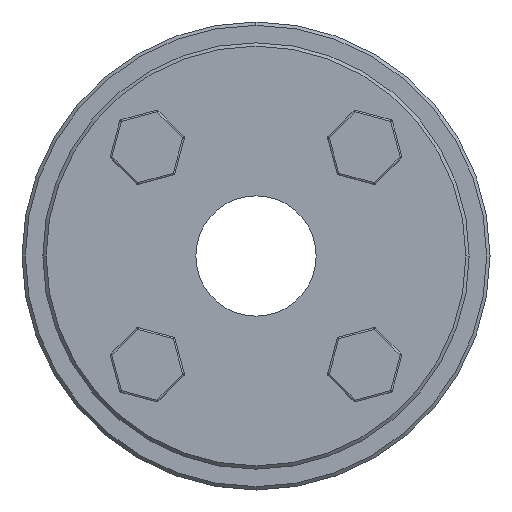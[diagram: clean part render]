
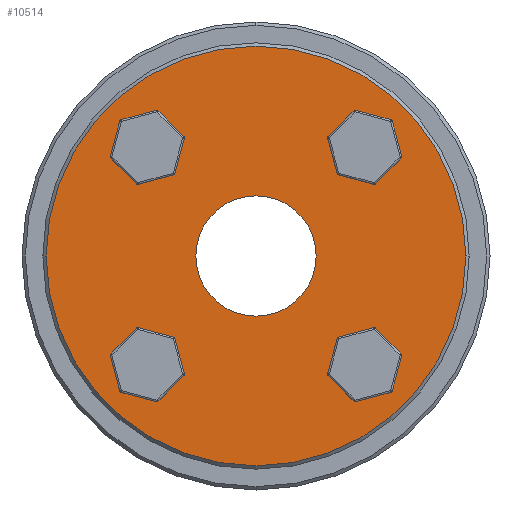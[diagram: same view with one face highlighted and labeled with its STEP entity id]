
A CAD part, left-side view. The second image highlights one B-rep face of the part: STEP entity #10514.
In plain terms, the highlighted planar face has unit normal (-1, 0, 0).
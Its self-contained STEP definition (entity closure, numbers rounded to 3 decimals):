
#108 = EDGE_LOOP ( 'NONE', ( #164, #165 ) ) ;
#121 = EDGE_LOOP ( 'NONE', ( #166, #167 ) ) ;
#164 = ORIENTED_EDGE ( 'NONE', *, *, #9192, .T. ) ;
#165 = ORIENTED_EDGE ( 'NONE', *, *, #9177, .T. ) ;
#166 = ORIENTED_EDGE ( 'NONE', *, *, #9216, .T. ) ;
#167 = ORIENTED_EDGE ( 'NONE', *, *, #9221, .T. ) ;
#657 = VERTEX_POINT ( 'NONE', #858 ) ;
#678 = VERTEX_POINT ( 'NONE', #924 ) ;
#679 = VERTEX_POINT ( 'NONE', #925 ) ;
#858 = CARTESIAN_POINT ( 'NONE',  ( -41., 31.385, 0. ) ) ;
#924 = CARTESIAN_POINT ( 'NONE',  ( -41., 0., 9. ) ) ;
#925 = CARTESIAN_POINT ( 'NONE',  ( -41., 0., -9. ) ) ;
#2203 = CIRCLE ( 'NONE', #2564, 31.385 ) ;
#2224 = CIRCLE ( 'NONE', #2572, 31.385 ) ;
#2259 = CIRCLE ( 'NONE', #2589, 9. ) ;
#2264 = CIRCLE ( 'NONE', #2586, 9. ) ;
#2564 = AXIS2_PLACEMENT_3D ( 'NONE', #3033, #3034, #3035 ) ;
#2572 = AXIS2_PLACEMENT_3D ( 'NONE', #3071, #3072, #3073 ) ;
#2586 = AXIS2_PLACEMENT_3D ( 'NONE', #3136, #3147, #3148 ) ;
#2589 = AXIS2_PLACEMENT_3D ( 'NONE', #3134, #3137, #3138 ) ;
#3033 = CARTESIAN_POINT ( 'NONE',  ( -41., 0., 0. ) ) ;
#3034 = DIRECTION ( 'NONE',  ( -1., 0., 0. ) ) ;
#3035 = DIRECTION ( 'NONE',  ( 0., 0., 1. ) ) ;
#3071 = CARTESIAN_POINT ( 'NONE',  ( -41., 0., 0. ) ) ;
#3072 = DIRECTION ( 'NONE',  ( -1., 0., 0. ) ) ;
#3073 = DIRECTION ( 'NONE',  ( 0., 0., 1. ) ) ;
#3134 = CARTESIAN_POINT ( 'NONE',  ( -41., 0., 0. ) ) ;
#3136 = CARTESIAN_POINT ( 'NONE',  ( -41., 0., 0. ) ) ;
#3137 = DIRECTION ( 'NONE',  ( 1., 0., 0. ) ) ;
#3138 = DIRECTION ( 'NONE',  ( 0., 0., -1. ) ) ;
#3147 = DIRECTION ( 'NONE',  ( 1., 0., 0. ) ) ;
#3148 = DIRECTION ( 'NONE',  ( 0., 0., -1. ) ) ;
#5681 = AXIS2_PLACEMENT_3D ( 'NONE', #6584, #6587, #6588 ) ;
#6094 = FACE_OUTER_BOUND ( 'NONE', #108, .T. ) ;
#6097 = FACE_BOUND ( 'NONE', #121, .T. ) ;
#6584 = CARTESIAN_POINT ( 'NONE',  ( -41., 9., 0. ) ) ;
#6585 = PLANE ( 'NONE',  #5681 ) ;
#6587 = DIRECTION ( 'NONE',  ( -1., 0., 0. ) ) ;
#6588 = DIRECTION ( 'NONE',  ( 0., 0., 1. ) ) ;
#7174 = CARTESIAN_POINT ( 'NONE',  ( -41., -31.385, 0. ) ) ;
#9177 = EDGE_CURVE ( 'NONE', #11550, #657, #2203, .T. ) ;
#9192 = EDGE_CURVE ( 'NONE', #657, #11550, #2224, .T. ) ;
#9216 = EDGE_CURVE ( 'NONE', #679, #678, #2259, .T. ) ;
#9221 = EDGE_CURVE ( 'NONE', #678, #679, #2264, .T. ) ;
#10514 = ADVANCED_FACE ( 'NONE', ( #6094, #6097 ), #6585, .T. ) ;
#11550 = VERTEX_POINT ( 'NONE', #7174 ) ;
